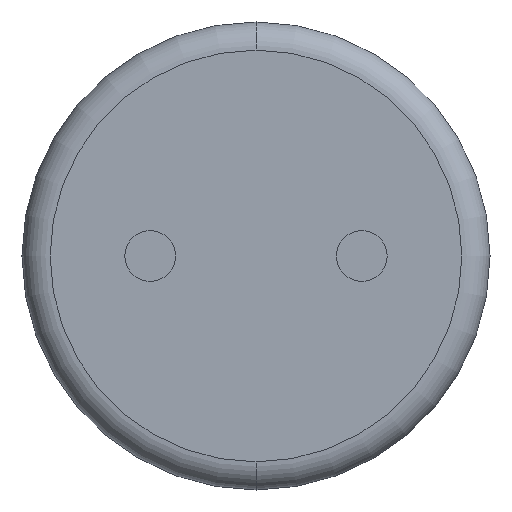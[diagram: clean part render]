
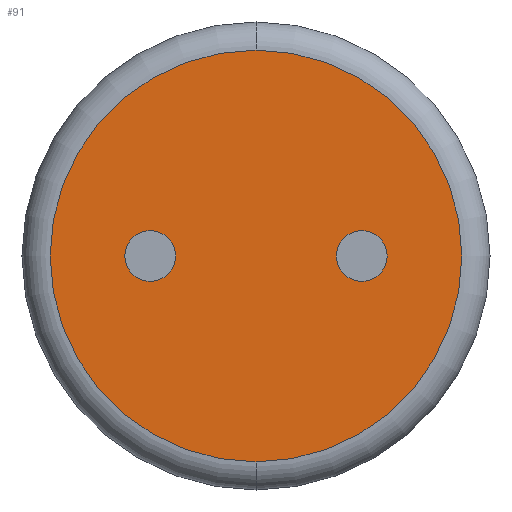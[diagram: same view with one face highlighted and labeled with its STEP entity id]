
A CAD part, front view. The second image highlights one B-rep face of the part: STEP entity #91.
In plain terms, the highlighted planar face has unit normal (0, -1, 0).
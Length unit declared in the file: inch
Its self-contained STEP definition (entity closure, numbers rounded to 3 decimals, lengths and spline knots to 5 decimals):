
#91 = ADVANCED_FACE ( 'NONE', ( #250, #249, #248 ), #278, .F. ) ;
#92 = EDGE_LOOP ( 'NONE', ( #93, #95 ) ) ;
#93 = ORIENTED_EDGE ( 'NONE', *, *, #94, .F. ) ;
#94 = EDGE_CURVE ( 'NONE', #800, #797, #277, .T. ) ;
#95 = ORIENTED_EDGE ( 'NONE', *, *, #799, .F. ) ;
#96 = EDGE_LOOP ( 'NONE', ( #97, #98 ) ) ;
#97 = ORIENTED_EDGE ( 'NONE', *, *, #742, .F. ) ;
#98 = ORIENTED_EDGE ( 'NONE', *, *, #99, .F. ) ;
#99 = EDGE_CURVE ( 'NONE', #744, #743, #268, .T. ) ;
#100 = EDGE_LOOP ( 'NONE', ( #101, #103 ) ) ;
#101 = ORIENTED_EDGE ( 'NONE', *, *, #102, .F. ) ;
#102 = EDGE_CURVE ( 'NONE', #816, #813, #310, .T. ) ;
#103 = ORIENTED_EDGE ( 'NONE', *, *, #815, .F. ) ;
#248 = FACE_BOUND ( 'NONE', #100, .T. ) ;
#249 = FACE_OUTER_BOUND ( 'NONE', #96, .T. ) ;
#250 = FACE_BOUND ( 'NONE', #92, .T. ) ;
#268 = CIRCLE ( 'NONE', #315, 0.073 ) ;
#269 = DIRECTION ( 'NONE',  ( 0., 0., 1. ) ) ;
#270 = DIRECTION ( 'NONE',  ( 0., -1., 0. ) ) ;
#271 = CARTESIAN_POINT ( 'NONE',  ( 0.0375, 0., 0. ) ) ;
#272 = AXIS2_PLACEMENT_3D ( 'NONE', #271, #270, #269 ) ;
#273 = DIRECTION ( 'NONE',  ( 0., 0., 1. ) ) ;
#274 = DIRECTION ( 'NONE',  ( 0., 1., 0. ) ) ;
#275 = CARTESIAN_POINT ( 'NONE',  ( 0., 0., 0. ) ) ;
#276 = AXIS2_PLACEMENT_3D ( 'NONE', #275, #274, #273 ) ;
#277 = CIRCLE ( 'NONE', #272, 0.009 ) ;
#278 = PLANE ( 'NONE',  #276 ) ;
#306 = DIRECTION ( 'NONE',  ( 0., 0., 1. ) ) ;
#307 = DIRECTION ( 'NONE',  ( 0., -1., 0. ) ) ;
#308 = CARTESIAN_POINT ( 'NONE',  ( -0.0375, 0., 0. ) ) ;
#309 = AXIS2_PLACEMENT_3D ( 'NONE', #308, #307, #306 ) ;
#310 = CIRCLE ( 'NONE', #309, 0.009 ) ;
#312 = DIRECTION ( 'NONE',  ( 0., 0., 1. ) ) ;
#313 = DIRECTION ( 'NONE',  ( 0., 1., 0. ) ) ;
#314 = CARTESIAN_POINT ( 'NONE',  ( 0., 0., 0. ) ) ;
#315 = AXIS2_PLACEMENT_3D ( 'NONE', #314, #313, #312 ) ;
#353 = DIRECTION ( 'NONE',  ( 0., 0., 1. ) ) ;
#570 = DIRECTION ( 'NONE',  ( 0., 1., 0. ) ) ;
#571 = CARTESIAN_POINT ( 'NONE',  ( 0., 0., 0. ) ) ;
#572 = AXIS2_PLACEMENT_3D ( 'NONE', #571, #570, #353 ) ;
#578 = CIRCLE ( 'NONE', #572, 0.073 ) ;
#742 = EDGE_CURVE ( 'NONE', #743, #744, #578, .T. ) ;
#743 = VERTEX_POINT ( 'NONE', #865 ) ;
#744 = VERTEX_POINT ( 'NONE', #864 ) ;
#797 = VERTEX_POINT ( 'NONE', #962 ) ;
#799 = EDGE_CURVE ( 'NONE', #797, #800, #961, .T. ) ;
#800 = VERTEX_POINT ( 'NONE', #956 ) ;
#813 = VERTEX_POINT ( 'NONE', #975 ) ;
#815 = EDGE_CURVE ( 'NONE', #813, #816, #1025, .T. ) ;
#816 = VERTEX_POINT ( 'NONE', #1020 ) ;
#864 = CARTESIAN_POINT ( 'NONE',  ( 0., 0., -0.073 ) ) ;
#865 = CARTESIAN_POINT ( 'NONE',  ( 0., 0., 0.073 ) ) ;
#956 = CARTESIAN_POINT ( 'NONE',  ( 0.0375, 0., 0.009 ) ) ;
#957 = DIRECTION ( 'NONE',  ( 0., 0., 1. ) ) ;
#958 = DIRECTION ( 'NONE',  ( 0., -1., 0. ) ) ;
#959 = CARTESIAN_POINT ( 'NONE',  ( 0.0375, 0., 0. ) ) ;
#960 = AXIS2_PLACEMENT_3D ( 'NONE', #959, #958, #957 ) ;
#961 = CIRCLE ( 'NONE', #960, 0.009 ) ;
#962 = CARTESIAN_POINT ( 'NONE',  ( 0.0375, 0., -0.009 ) ) ;
#975 = CARTESIAN_POINT ( 'NONE',  ( -0.0375, 0., -0.009 ) ) ;
#1020 = CARTESIAN_POINT ( 'NONE',  ( -0.0375, 0., 0.009 ) ) ;
#1021 = DIRECTION ( 'NONE',  ( 0., 0., 1. ) ) ;
#1022 = DIRECTION ( 'NONE',  ( 0., -1., 0. ) ) ;
#1023 = CARTESIAN_POINT ( 'NONE',  ( -0.0375, 0., 0. ) ) ;
#1024 = AXIS2_PLACEMENT_3D ( 'NONE', #1023, #1022, #1021 ) ;
#1025 = CIRCLE ( 'NONE', #1024, 0.009 ) ;
